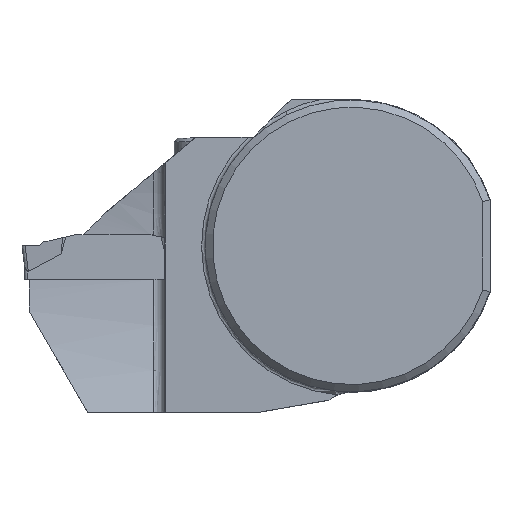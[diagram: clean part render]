
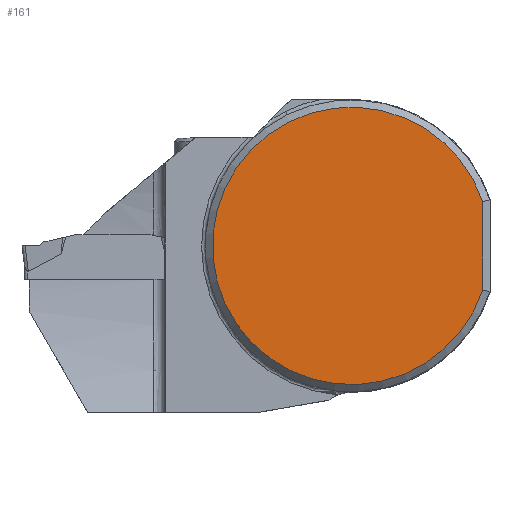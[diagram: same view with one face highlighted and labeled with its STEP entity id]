
A CAD part, top view. The second image highlights one B-rep face of the part: STEP entity #161.
In plain terms, the highlighted planar face has unit normal (0, 0, 1).
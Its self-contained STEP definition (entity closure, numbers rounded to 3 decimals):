
#111=PLANE('',#1532);
#161=ADVANCED_FACE('',(#251),#111,.F.);
#251=FACE_OUTER_BOUND('',#324,.T.);
#324=EDGE_LOOP('',(#711,#712));
#465=LINE('',#2079,#582);
#582=VECTOR('',#1682,1.);
#711=ORIENTED_EDGE('',*,*,#1251,.F.);
#712=ORIENTED_EDGE('',*,*,#1252,.T.);
#1117=VERTEX_POINT('',#2080);
#1118=VERTEX_POINT('',#2081);
#1251=EDGE_CURVE('',#1117,#1118,#465,.T.);
#1252=EDGE_CURVE('',#1117,#1118,#1444,.T.);
#1444=CIRCLE('',#1531,19.);
#1531=AXIS2_PLACEMENT_3D('',#2082,#1683,#1684);
#1532=AXIS2_PLACEMENT_3D('',#2083,#1685,#1686);
#1682=DIRECTION('',(0.,-1.,0.));
#1683=DIRECTION('',(0.,0.,1.));
#1684=DIRECTION('',(-1.,0.,0.));
#1685=DIRECTION('',(0.,0.,-1.));
#1686=DIRECTION('',(-1.,0.,0.));
#2079=CARTESIAN_POINT('',(18.,0.,0.325));
#2080=CARTESIAN_POINT('',(18.,6.083,0.325));
#2081=CARTESIAN_POINT('',(18.,-6.083,0.325));
#2082=CARTESIAN_POINT('',(0.,0.,0.325));
#2083=CARTESIAN_POINT('',(0.,0.,0.325));
